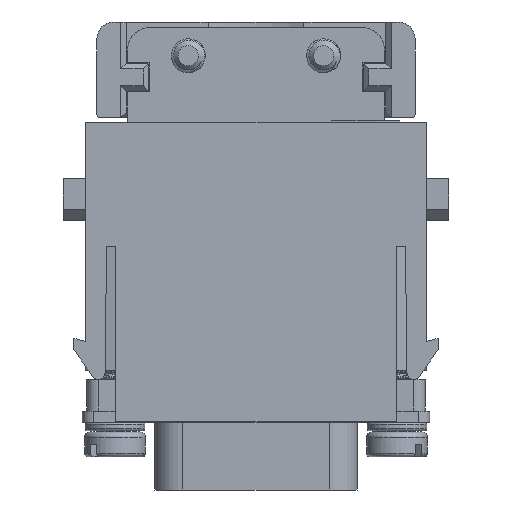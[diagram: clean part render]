
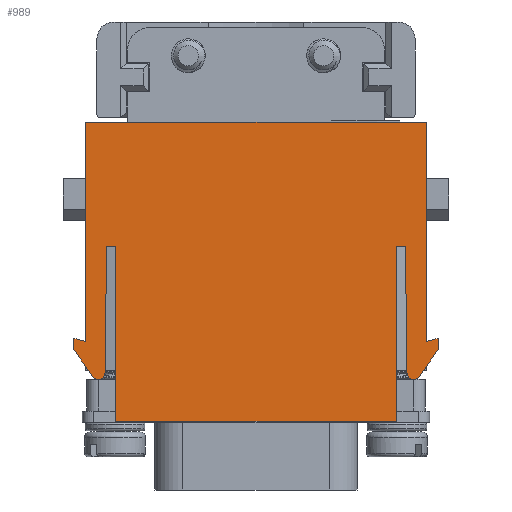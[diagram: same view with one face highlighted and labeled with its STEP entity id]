
A CAD part, front view. The second image highlights one B-rep face of the part: STEP entity #989.
In plain terms, the highlighted planar face has unit normal (0, -1, 0).
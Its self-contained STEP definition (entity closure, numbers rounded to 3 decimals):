
#688=CIRCLE('',#10301,0.6);
#689=CIRCLE('',#10302,0.6);
#989=ADVANCED_FACE('',(#1922),#1552,.F.);
#1552=PLANE('',#10303);
#1922=FACE_OUTER_BOUND('',#2409,.T.);
#2409=EDGE_LOOP('',(#3139,#3140,#3141,#3142,#3143,#3144,#3145,#3146,#3147,
#3148,#3149,#3150,#3151,#3152,#3153,#3154,#3155,#3156,#3157,#3158));
#3139=ORIENTED_EDGE('',*,*,#7020,.F.);
#3140=ORIENTED_EDGE('',*,*,#7021,.T.);
#3141=ORIENTED_EDGE('',*,*,#7022,.T.);
#3142=ORIENTED_EDGE('',*,*,#7023,.T.);
#3143=ORIENTED_EDGE('',*,*,#7024,.T.);
#3144=ORIENTED_EDGE('',*,*,#7025,.T.);
#3145=ORIENTED_EDGE('',*,*,#7026,.T.);
#3146=ORIENTED_EDGE('',*,*,#7014,.T.);
#3147=ORIENTED_EDGE('',*,*,#7027,.T.);
#3148=ORIENTED_EDGE('',*,*,#7028,.F.);
#3149=ORIENTED_EDGE('',*,*,#7029,.T.);
#3150=ORIENTED_EDGE('',*,*,#7030,.T.);
#3151=ORIENTED_EDGE('',*,*,#7031,.T.);
#3152=ORIENTED_EDGE('',*,*,#7032,.T.);
#3153=ORIENTED_EDGE('',*,*,#7033,.T.);
#3154=ORIENTED_EDGE('',*,*,#7034,.T.);
#3155=ORIENTED_EDGE('',*,*,#6986,.F.);
#3156=ORIENTED_EDGE('',*,*,#7035,.F.);
#3157=ORIENTED_EDGE('',*,*,#7036,.F.);
#3158=ORIENTED_EDGE('',*,*,#7037,.T.);
#6003=VERTEX_POINT('',#13817);
#6004=VERTEX_POINT('',#13818);
#6030=VERTEX_POINT('',#13873);
#6031=VERTEX_POINT('',#13875);
#6035=VERTEX_POINT('',#13886);
#6036=VERTEX_POINT('',#13887);
#6037=VERTEX_POINT('',#13889);
#6038=VERTEX_POINT('',#13891);
#6039=VERTEX_POINT('',#13893);
#6040=VERTEX_POINT('',#13895);
#6041=VERTEX_POINT('',#13897);
#6042=VERTEX_POINT('',#13900);
#6043=VERTEX_POINT('',#13902);
#6044=VERTEX_POINT('',#13904);
#6045=VERTEX_POINT('',#13906);
#6046=VERTEX_POINT('',#13908);
#6047=VERTEX_POINT('',#13910);
#6048=VERTEX_POINT('',#13912);
#6049=VERTEX_POINT('',#13915);
#6050=VERTEX_POINT('',#13917);
#6986=EDGE_CURVE('',#6003,#6004,#8438,.T.);
#7014=EDGE_CURVE('',#6031,#6030,#8464,.T.);
#7020=EDGE_CURVE('',#6035,#6036,#8470,.T.);
#7021=EDGE_CURVE('',#6035,#6037,#8471,.T.);
#7022=EDGE_CURVE('',#6037,#6038,#8472,.T.);
#7023=EDGE_CURVE('',#6038,#6039,#688,.T.);
#7024=EDGE_CURVE('',#6039,#6040,#8473,.T.);
#7025=EDGE_CURVE('',#6040,#6041,#8474,.T.);
#7026=EDGE_CURVE('',#6041,#6031,#8475,.T.);
#7027=EDGE_CURVE('',#6030,#6042,#8476,.T.);
#7028=EDGE_CURVE('',#6043,#6042,#8477,.T.);
#7029=EDGE_CURVE('',#6043,#6044,#8478,.T.);
#7030=EDGE_CURVE('',#6044,#6045,#8479,.T.);
#7031=EDGE_CURVE('',#6045,#6046,#8480,.T.);
#7032=EDGE_CURVE('',#6046,#6047,#689,.T.);
#7033=EDGE_CURVE('',#6047,#6048,#8481,.T.);
#7034=EDGE_CURVE('',#6048,#6004,#8482,.T.);
#7035=EDGE_CURVE('',#6049,#6003,#8483,.T.);
#7036=EDGE_CURVE('',#6050,#6049,#8484,.T.);
#7037=EDGE_CURVE('',#6050,#6036,#8485,.T.);
#8438=LINE('',#13816,#9367);
#8464=LINE('',#13874,#9393);
#8470=LINE('',#13885,#9399);
#8471=LINE('',#13888,#9400);
#8472=LINE('',#13890,#9401);
#8473=LINE('',#13894,#9402);
#8474=LINE('',#13896,#9403);
#8475=LINE('',#13898,#9404);
#8476=LINE('',#13899,#9405);
#8477=LINE('',#13901,#9406);
#8478=LINE('',#13903,#9407);
#8479=LINE('',#13905,#9408);
#8480=LINE('',#13907,#9409);
#8481=LINE('',#13911,#9410);
#8482=LINE('',#13913,#9411);
#8483=LINE('',#13914,#9412);
#8484=LINE('',#13916,#9413);
#8485=LINE('',#13918,#9414);
#9367=VECTOR('',#11171,1.);
#9393=VECTOR('',#11205,1.);
#9399=VECTOR('',#11213,1.);
#9400=VECTOR('',#11214,1.);
#9401=VECTOR('',#11215,1.);
#9402=VECTOR('',#11218,1.);
#9403=VECTOR('',#11219,1.);
#9404=VECTOR('',#11220,1.);
#9405=VECTOR('',#11221,1.);
#9406=VECTOR('',#11222,1.);
#9407=VECTOR('',#11223,1.);
#9408=VECTOR('',#11224,1.);
#9409=VECTOR('',#11225,1.);
#9410=VECTOR('',#11228,1.);
#9411=VECTOR('',#11229,1.);
#9412=VECTOR('',#11230,1.);
#9413=VECTOR('',#11231,1.);
#9414=VECTOR('',#11232,1.);
#10301=AXIS2_PLACEMENT_3D('',#13892,#11216,#11217);
#10302=AXIS2_PLACEMENT_3D('',#13909,#11226,#11227);
#10303=AXIS2_PLACEMENT_3D('',#13919,#11233,#11234);
#11171=DIRECTION('',(-1.,0.,0.));
#11205=DIRECTION('',(0.,0.,1.));
#11213=DIRECTION('',(-1.,0.,0.));
#11214=DIRECTION('',(0.012,0.,-1.));
#11215=DIRECTION('',(0.084,0.,-0.996));
#11216=DIRECTION('',(0.,-1.,0.));
#11217=DIRECTION('',(-0.996,0.,-0.084));
#11218=DIRECTION('',(0.574,0.,0.819));
#11219=DIRECTION('',(0.,0.,1.));
#11220=DIRECTION('',(-0.966,0.,-0.259));
#11221=DIRECTION('',(-1.,0.,0.));
#11222=DIRECTION('',(0.,0.,1.));
#11223=DIRECTION('',(-0.966,0.,0.259));
#11224=DIRECTION('',(0.,0.,-1.));
#11225=DIRECTION('',(0.574,0.,-0.819));
#11226=DIRECTION('',(0.,-1.,0.));
#11227=DIRECTION('',(-0.819,0.,-0.574));
#11228=DIRECTION('',(0.084,0.,0.996));
#11229=DIRECTION('',(0.012,0.,1.));
#11230=DIRECTION('',(0.,0.,1.));
#11231=DIRECTION('',(-1.,0.,0.));
#11232=DIRECTION('',(0.,0.,1.));
#11233=DIRECTION('',(0.,1.,0.));
#11234=DIRECTION('',(0.,0.,1.));
#13816=CARTESIAN_POINT('',(16.401,16.547,-38.156));
#13817=CARTESIAN_POINT('',(-11.149,16.547,-38.156));
#13818=CARTESIAN_POINT('',(-11.949,16.547,-38.156));
#13873=CARTESIAN_POINT('',(16.401,16.547,-27.156));
#13874=CARTESIAN_POINT('',(16.401,16.547,-49.156));
#13875=CARTESIAN_POINT('',(16.401,16.547,-46.59));
#13885=CARTESIAN_POINT('',(16.401,16.547,-38.156));
#13886=CARTESIAN_POINT('',(14.55,16.547,-38.156));
#13887=CARTESIAN_POINT('',(13.751,16.547,-38.156));
#13888=CARTESIAN_POINT('',(14.551,16.547,-38.206));
#13889=CARTESIAN_POINT('',(14.689,16.547,-49.379));
#13890=CARTESIAN_POINT('',(14.689,16.547,-49.379));
#13891=CARTESIAN_POINT('',(14.691,16.547,-49.401));
#13892=CARTESIAN_POINT('',(15.289,16.547,-49.351));
#13893=CARTESIAN_POINT('',(15.78,16.547,-49.695));
#13894=CARTESIAN_POINT('',(15.78,16.547,-49.695));
#13895=CARTESIAN_POINT('',(17.451,16.547,-47.309));
#13896=CARTESIAN_POINT('',(17.451,16.547,-47.309));
#13897=CARTESIAN_POINT('',(17.451,16.547,-46.309));
#13898=CARTESIAN_POINT('',(17.451,16.547,-46.309));
#13899=CARTESIAN_POINT('',(16.401,16.547,-27.156));
#13900=CARTESIAN_POINT('',(-13.799,16.547,-27.156));
#13901=CARTESIAN_POINT('',(-13.799,16.547,-49.156));
#13902=CARTESIAN_POINT('',(-13.799,16.547,-46.59));
#13903=CARTESIAN_POINT('',(-14.353,16.547,-46.442));
#13904=CARTESIAN_POINT('',(-14.849,16.547,-46.309));
#13905=CARTESIAN_POINT('',(-14.849,16.547,-46.309));
#13906=CARTESIAN_POINT('',(-14.849,16.547,-47.309));
#13907=CARTESIAN_POINT('',(-14.849,16.547,-47.309));
#13908=CARTESIAN_POINT('',(-13.179,16.547,-49.695));
#13909=CARTESIAN_POINT('',(-12.687,16.547,-49.351));
#13910=CARTESIAN_POINT('',(-12.089,16.547,-49.401));
#13911=CARTESIAN_POINT('',(-12.089,16.547,-49.401));
#13912=CARTESIAN_POINT('',(-12.087,16.547,-49.379));
#13913=CARTESIAN_POINT('',(-12.087,16.547,-49.379));
#13914=CARTESIAN_POINT('',(-11.149,16.547,-49.156));
#13915=CARTESIAN_POINT('',(-11.149,16.547,-53.656));
#13916=CARTESIAN_POINT('',(16.401,16.547,-53.656));
#13917=CARTESIAN_POINT('',(13.751,16.547,-53.656));
#13918=CARTESIAN_POINT('',(13.751,16.547,-49.156));
#13919=CARTESIAN_POINT('',(16.401,16.547,-49.156));
